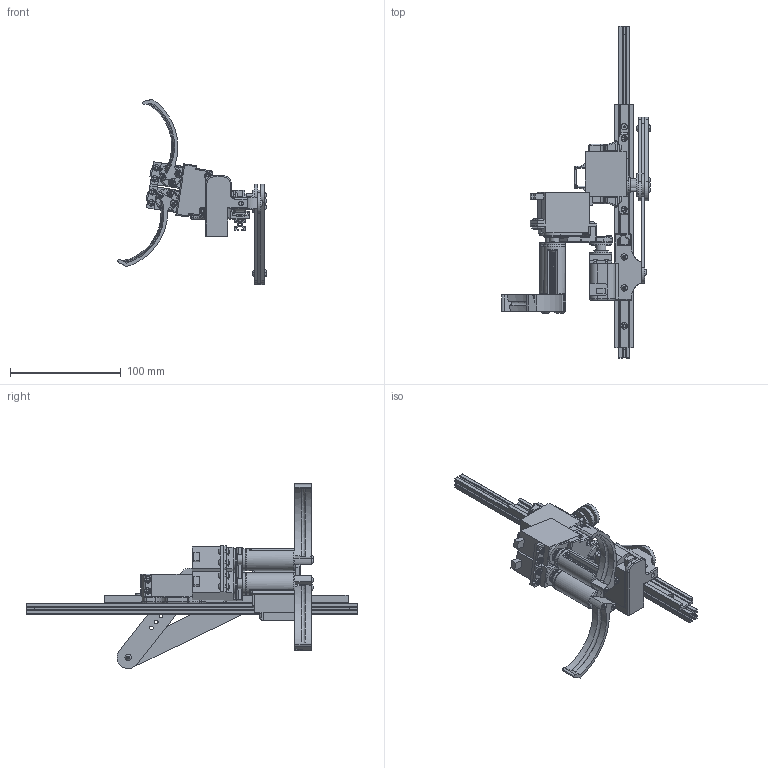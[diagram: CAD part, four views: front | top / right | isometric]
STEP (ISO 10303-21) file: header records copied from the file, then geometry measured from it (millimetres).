
FILE_DESCRIPTION(/* description */ ('STEP AP242','CAx-IF Rec.Pracs.---Representation and Presentation of Product Manufacturing Information (PMI)---4.0---2014-10-13','CAx-IF Rec.Pracs.---3D Tessellated Geometry---0.4---2014-09-14','2;1'),/* implementation_level */ '2;1');
FILE_NAME(/* name */ '6667f7ca81e21142c6e4a212',/* time_stamp */ '2024-06-11T07:07:55Z',/* author */ (''),/* organization */ (''),/* preprocessor_version */ 'ST-DEVELOPER v20',/* originating_system */ ' ',/* authorisation */ ' ');
FILE_SCHEMA (('AP242_MANAGED_MODEL_BASED_3D_ENGINEERING_MIM_LF { 1 0 10303 442 1 1 4 }'));
Length unit declared in the file: metre
Products named in the file (27): Assemblage 2 gauche; Part 1; Socket button head screw M3x0.5 x 8; Socket button head screw M3x0.5 x 20; Spaceur 2; Socket button head screw M3x0.5 x 14; Hex thin nut grade A & B M3; Hex socket head cap screw M3x0.50 x 10; Palonnier rond; Socket button head screw M3x0.5 x 16; Pince V3 gauche; Socket button head screw M3x0.5 x 10; Chamfered plain washer normal M3; Support moteur gauche; bras liaison moteur; Hex socket countersunk head screw M3x0.5 x 5; Entretoise 3mm; Assembly 1 <2>; Maintient moteur Z; Pince B3 Droite; makerbeam 10x10x300.stp<1>; Liaison moteur rotation pince; Assembly 2 <1>
Assembly tree (76 placements, depth 3):
  Assemblage 2 gauche
    Part 1  x3
    Socket button head screw M3x0.5 x 8  x21
    Socket button head screw M3x0.5 x 20  x4
    Spaceur 2  x2
    Socket button head screw M3x0.5 x 14  x4
    Hex thin nut grade A & B M3  x9
    Hex socket head cap screw M3x0.50 x 10  x2
    Palonnier rond  x4
    Socket button head screw M3x0.5 x 16  x5
    Pince V3 gauche
    Socket button head screw M3x0.5 x 10
    Chamfered plain washer normal M3  x2
    Support moteur gauche
    bras liaison moteur
    Part 1
    Hex socket countersunk head screw M3x0.5 x 5  x2
    Entretoise 3mm
    Assembly 1 <2>
      Part 1
      Maintient moteur Z
    Pince B3 Droite
    Part 1  x2
    makerbeam 10x10x300.stp<1>
    Liaison moteur rotation pince
    Assembly 2 <1>
      Part 1
      Part 1  x2
Bounding box: 134.2 x 300 x 167.21 mm (x, y, z)
Volume: 266981.3 mm3; surface area: 144685 mm2
Topology: 74 solids, 74 shells, 1888 faces, 4384 edges, 2696 vertices
Faces by surface type: plane 1096, cylinder 404, cone 207, torus 123, sphere 49, bspline 9
Full cylindrical faces by diameter (mm): 2.459 x9, 2.5 x1, 3 x61, 3.05 x8, 3.2 x12, 3.3 x32, 3.4 x8, 4.1 x4, 4.15 x1, 4.2 x9, 4.3 x4, 5 x1, 5.2 x2, 5.5 x2, 5.54 x2, 6 x14, 6.5 x1, 8 x2, 9 x4, 10.7 x4, 13 x4, 20 x7
Entity records: 24833 total; most frequent: CARTESIAN_POINT 4372, DIRECTION 4165, ORIENTED_EDGE 3542, EDGE_CURVE 1771, AXIS2_PLACEMENT_3D 1602, VERTEX_POINT 1187, FACE_BOUND 1100, EDGE_LOOP 1093
